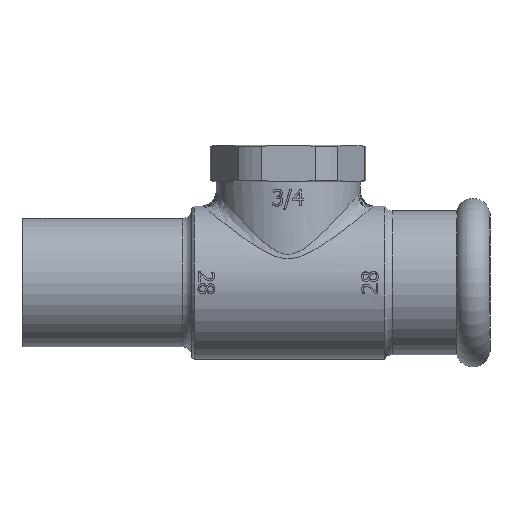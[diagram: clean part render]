
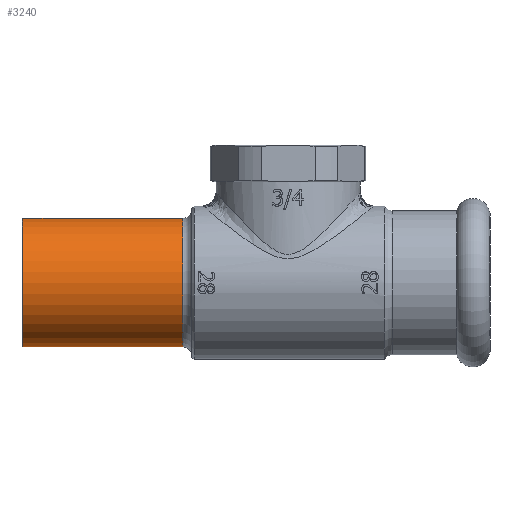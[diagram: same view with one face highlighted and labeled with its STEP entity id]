
A CAD part, front view. The second image highlights one B-rep face of the part: STEP entity #3240.
In plain terms, the highlighted cylindrical face has radius 14 mm (diameter 28 mm), a full revolution.
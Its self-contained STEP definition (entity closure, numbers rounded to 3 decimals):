
#582=LINE('',#28036,#751);
#751=VECTOR('',#3968,14.);
#779=CYLINDRICAL_SURFACE('',#3439,14.);
#958=FACE_OUTER_BOUND('',#1161,.T.);
#1161=EDGE_LOOP('',(#3013,#3014,#3015,#3016));
#1249=CIRCLE('',#3438,14.);
#1250=CIRCLE('',#3440,14.);
#1576=VERTEX_POINT('',#28031);
#1577=VERTEX_POINT('',#28035);
#2058=EDGE_CURVE('',#1576,#1576,#1249,.T.);
#2060=EDGE_CURVE('',#1576,#1577,#582,.T.);
#2061=EDGE_CURVE('',#1577,#1577,#1250,.T.);
#3013=ORIENTED_EDGE('',*,*,#2058,.F.);
#3014=ORIENTED_EDGE('',*,*,#2060,.T.);
#3015=ORIENTED_EDGE('',*,*,#2061,.F.);
#3016=ORIENTED_EDGE('',*,*,#2060,.F.);
#3240=ADVANCED_FACE('',(#958),#779,.T.);
#3438=AXIS2_PLACEMENT_3D('',#28032,#3963,#3964);
#3439=AXIS2_PLACEMENT_3D('',#28034,#3966,#3967);
#3440=AXIS2_PLACEMENT_3D('',#28037,#3969,#3970);
#3963=DIRECTION('center_axis',(-1.,0.,0.));
#3964=DIRECTION('ref_axis',(0.,0.,-1.));
#3966=DIRECTION('center_axis',(-1.,0.,0.));
#3967=DIRECTION('ref_axis',(0.,0.,-1.));
#3968=DIRECTION('',(1.,0.,0.));
#3969=DIRECTION('center_axis',(1.,0.,0.));
#3970=DIRECTION('ref_axis',(0.,0.,-1.));
#28031=CARTESIAN_POINT('',(-57.8,0.,14.));
#28032=CARTESIAN_POINT('Origin',(-57.8,0.,0.));
#28034=CARTESIAN_POINT('Origin',(-21.,0.,0.));
#28035=CARTESIAN_POINT('',(-23.,0.,14.));
#28036=CARTESIAN_POINT('',(-21.,0.,14.));
#28037=CARTESIAN_POINT('Origin',(-23.,0.,0.));
